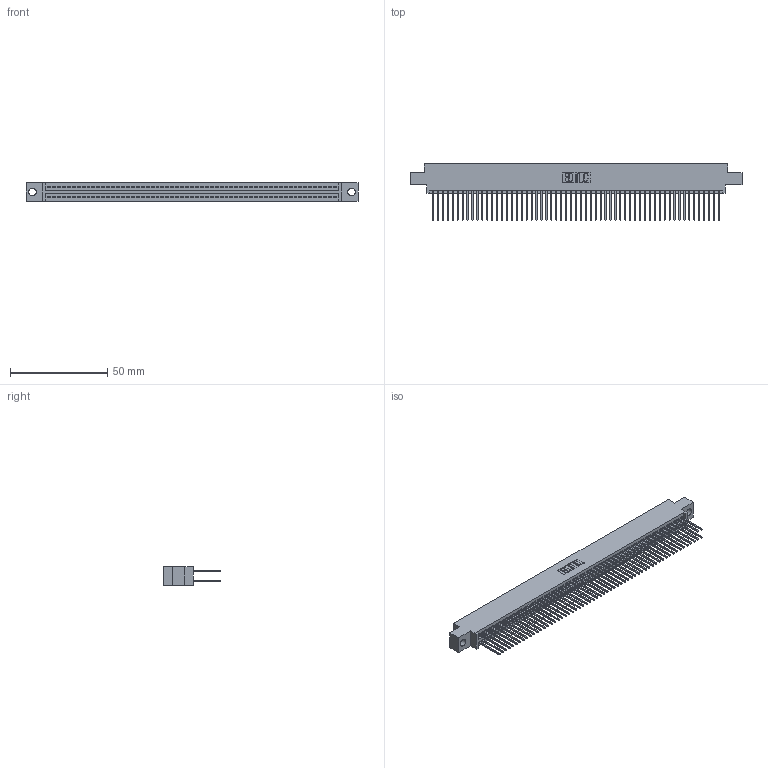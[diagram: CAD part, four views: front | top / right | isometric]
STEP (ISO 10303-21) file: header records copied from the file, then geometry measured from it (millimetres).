
FILE_DESCRIPTION (( 'STEP AP203' ), '1' );
FILE_NAME ('395-118-540-804.STEP', '2018-12-02T07:09:49', ( '' ), ( '' ), 'SwSTEP 2.0', 'SolidWorks 2016', '' );
FILE_SCHEMA (( 'CONFIG_CONTROL_DESIGN' ));
Length unit declared in the file: inch
Products named in the file (3): 345 Part_0.170 Offset - 0.156 Dia-TH; 395-118-540-804; 345-292-001_345-293-140
Assembly tree (119 placements, depth 2):
  395-118-540-804
    345 Part_0.170 Offset - 0.156 Dia-TH
    345-292-001_345-293-140  x118
Bounding box: 171.07 x 29.13 x 9.4 mm (x, y, z)
Volume: 17021.7 mm3; surface area: 27524.2 mm2
Topology: 119 solids, 119 shells, 6030 faces, 17935 edges, 11798 vertices
Faces by surface type: plane 3978, cylinder 2052
Entity records: 44157 total; most frequent: CARTESIAN_POINT 7388, ORIENTED_EDGE 7322, DIRECTION 6493, EDGE_CURVE 3661, LINE 3293, VECTOR 3293, VERTEX_POINT 2438, AXIS2_PLACEMENT_3D 1600
